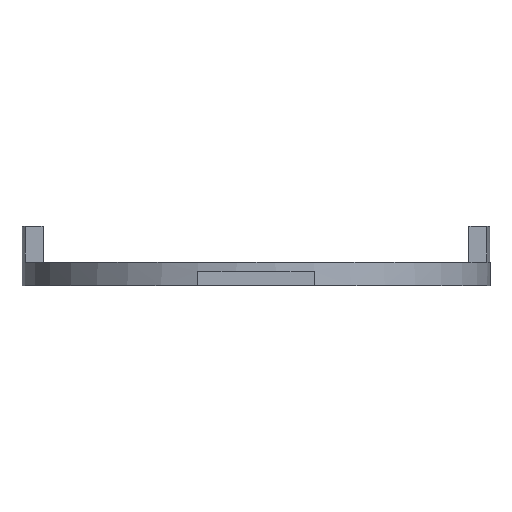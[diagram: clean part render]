
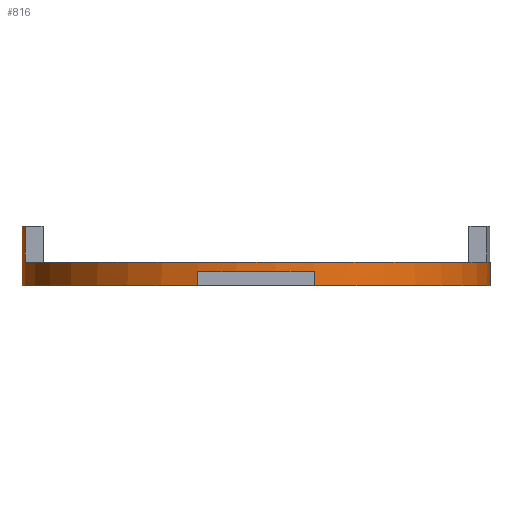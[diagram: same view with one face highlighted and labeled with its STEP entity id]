
A CAD part, front view. The second image highlights one B-rep face of the part: STEP entity #816.
In plain terms, the highlighted cylindrical face has radius 100 mm (diameter 200 mm), a partial arc.
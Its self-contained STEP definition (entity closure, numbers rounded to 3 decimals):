
#204=CARTESIAN_POINT('Vertex',(-99.331,11.55,10.)) ;
#323=CARTESIAN_POINT('Vertex',(-98.604,-16.65,10.)) ;
#326=CARTESIAN_POINT('Axis2P3D Location',(0.,0.,10.)) ;
#330=CARTESIAN_POINT('Vertex',(98.604,-16.65,10.)) ;
#665=CARTESIAN_POINT('Axis2P3D Location',(0.,0.,5.)) ;
#676=CARTESIAN_POINT('Vertex',(-100.,0.,0.)) ;
#679=CARTESIAN_POINT('Line Origine',(-100.,0.,12.65)) ;
#683=CARTESIAN_POINT('Vertex',(-100.,0.,10.)) ;
#686=CARTESIAN_POINT('Axis2P3D Location',(0.,0.,10.)) ;
#695=CARTESIAN_POINT('Vertex',(100.,0.,10.)) ;
#698=CARTESIAN_POINT('Line Origine',(100.,0.,12.65)) ;
#702=CARTESIAN_POINT('Vertex',(100.,0.,0.)) ;
#744=CARTESIAN_POINT('Line Origine',(-99.331,11.55,12.65)) ;
#748=CARTESIAN_POINT('Vertex',(-99.331,11.55,25.3)) ;
#751=CARTESIAN_POINT('Axis2P3D Location',(0.,0.,0.)) ;
#755=CARTESIAN_POINT('Vertex',(-25.,-96.825,0.)) ;
#758=CARTESIAN_POINT('Line Origine',(-25.,-96.825,12.65)) ;
#762=CARTESIAN_POINT('Vertex',(-25.,-96.825,6.)) ;
#765=CARTESIAN_POINT('Axis2P3D Location',(0.,0.,6.)) ;
#769=CARTESIAN_POINT('Vertex',(25.,-96.825,6.)) ;
#772=CARTESIAN_POINT('Line Origine',(25.,-96.825,12.65)) ;
#776=CARTESIAN_POINT('Vertex',(25.,-96.825,0.)) ;
#779=CARTESIAN_POINT('Axis2P3D Location',(0.,0.,0.)) ;
#784=CARTESIAN_POINT('Axis2P3D Location',(0.,0.,10.)) ;
#789=CARTESIAN_POINT('Line Origine',(-98.604,-16.65,12.65)) ;
#793=CARTESIAN_POINT('Vertex',(-98.604,-16.65,25.3)) ;
#796=CARTESIAN_POINT('Axis2P3D Location',(0.,0.,25.3)) ;
#327=DIRECTION('Axis2P3D Direction',(0.,0.,1.)) ;
#666=DIRECTION('Axis2P3D Direction',(0.,0.,1.)) ;
#667=DIRECTION('Axis2P3D XDirection',(1.,0.,0.)) ;
#680=DIRECTION('Vector Direction',(0.,0.,1.)) ;
#687=DIRECTION('Axis2P3D Direction',(0.,0.,1.)) ;
#699=DIRECTION('Vector Direction',(0.,0.,1.)) ;
#745=DIRECTION('Vector Direction',(0.,0.,1.)) ;
#752=DIRECTION('Axis2P3D Direction',(0.,0.,1.)) ;
#759=DIRECTION('Vector Direction',(0.,0.,1.)) ;
#766=DIRECTION('Axis2P3D Direction',(0.,0.,1.)) ;
#773=DIRECTION('Vector Direction',(0.,0.,1.)) ;
#780=DIRECTION('Axis2P3D Direction',(0.,0.,1.)) ;
#785=DIRECTION('Axis2P3D Direction',(0.,0.,1.)) ;
#790=DIRECTION('Vector Direction',(0.,0.,1.)) ;
#797=DIRECTION('Axis2P3D Direction',(0.,0.,1.)) ;
#328=AXIS2_PLACEMENT_3D('Circle Axis2P3D',#326,#327,$) ;
#668=AXIS2_PLACEMENT_3D('Cylinder Axis2P3D',#665,#666,#667) ;
#688=AXIS2_PLACEMENT_3D('Circle Axis2P3D',#686,#687,$) ;
#753=AXIS2_PLACEMENT_3D('Circle Axis2P3D',#751,#752,$) ;
#767=AXIS2_PLACEMENT_3D('Circle Axis2P3D',#765,#766,$) ;
#781=AXIS2_PLACEMENT_3D('Circle Axis2P3D',#779,#780,$) ;
#786=AXIS2_PLACEMENT_3D('Circle Axis2P3D',#784,#785,$) ;
#798=AXIS2_PLACEMENT_3D('Circle Axis2P3D',#796,#797,$) ;
#802=ORIENTED_EDGE('',*,*,#750,.F.) ;
#803=ORIENTED_EDGE('',*,*,#690,.T.) ;
#804=ORIENTED_EDGE('',*,*,#685,.F.) ;
#805=ORIENTED_EDGE('',*,*,#757,.T.) ;
#806=ORIENTED_EDGE('',*,*,#764,.T.) ;
#807=ORIENTED_EDGE('',*,*,#771,.F.) ;
#808=ORIENTED_EDGE('',*,*,#778,.F.) ;
#809=ORIENTED_EDGE('',*,*,#783,.T.) ;
#810=ORIENTED_EDGE('',*,*,#704,.T.) ;
#811=ORIENTED_EDGE('',*,*,#788,.F.) ;
#812=ORIENTED_EDGE('',*,*,#332,.F.) ;
#813=ORIENTED_EDGE('',*,*,#795,.T.) ;
#814=ORIENTED_EDGE('',*,*,#800,.F.) ;
#681=VECTOR('Line Direction',#680,1.) ;
#700=VECTOR('Line Direction',#699,1.) ;
#746=VECTOR('Line Direction',#745,1.) ;
#760=VECTOR('Line Direction',#759,1.) ;
#774=VECTOR('Line Direction',#773,1.) ;
#791=VECTOR('Line Direction',#790,1.) ;
#816=ADVANCED_FACE('PartBody',(#815),#669,.T.) ;
#329=CIRCLE('generated circle',#328,100.) ;
#689=CIRCLE('generated circle',#688,100.) ;
#754=CIRCLE('generated circle',#753,100.) ;
#768=CIRCLE('generated circle',#767,100.) ;
#782=CIRCLE('generated circle',#781,100.) ;
#787=CIRCLE('generated circle',#786,100.) ;
#799=CIRCLE('generated circle',#798,100.) ;
#669=CYLINDRICAL_SURFACE('generated cylinder',#668,100.) ;
#332=EDGE_CURVE('',#324,#331,#329,.T.) ;
#685=EDGE_CURVE('',#677,#684,#682,.T.) ;
#690=EDGE_CURVE('',#205,#684,#689,.T.) ;
#704=EDGE_CURVE('',#703,#696,#701,.T.) ;
#750=EDGE_CURVE('',#205,#749,#747,.T.) ;
#757=EDGE_CURVE('',#677,#756,#754,.T.) ;
#764=EDGE_CURVE('',#756,#763,#761,.T.) ;
#771=EDGE_CURVE('',#770,#763,#768,.F.) ;
#778=EDGE_CURVE('',#777,#770,#775,.T.) ;
#783=EDGE_CURVE('',#777,#703,#782,.T.) ;
#788=EDGE_CURVE('',#331,#696,#787,.T.) ;
#795=EDGE_CURVE('',#324,#794,#792,.T.) ;
#800=EDGE_CURVE('',#749,#794,#799,.T.) ;
#801=EDGE_LOOP('',(#802,#803,#804,#805,#806,#807,#808,#809,#810,#811,#812,#813,#814)) ;
#815=FACE_OUTER_BOUND('',#801,.T.) ;
#682=LINE('Line',#679,#681) ;
#701=LINE('Line',#698,#700) ;
#747=LINE('Line',#744,#746) ;
#761=LINE('Line',#758,#760) ;
#775=LINE('Line',#772,#774) ;
#792=LINE('Line',#789,#791) ;
#205=VERTEX_POINT('',#204) ;
#324=VERTEX_POINT('',#323) ;
#331=VERTEX_POINT('',#330) ;
#677=VERTEX_POINT('',#676) ;
#684=VERTEX_POINT('',#683) ;
#696=VERTEX_POINT('',#695) ;
#703=VERTEX_POINT('',#702) ;
#749=VERTEX_POINT('',#748) ;
#756=VERTEX_POINT('',#755) ;
#763=VERTEX_POINT('',#762) ;
#770=VERTEX_POINT('',#769) ;
#777=VERTEX_POINT('',#776) ;
#794=VERTEX_POINT('',#793) ;
